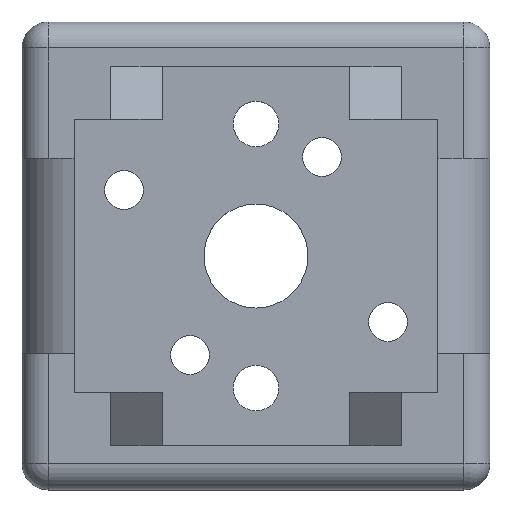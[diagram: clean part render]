
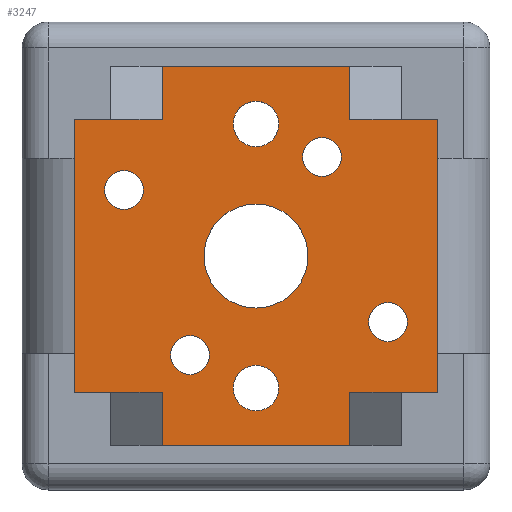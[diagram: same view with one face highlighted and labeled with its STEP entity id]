
A CAD part, top view. The second image highlights one B-rep face of the part: STEP entity #3247.
In plain terms, the highlighted planar face has unit normal (0, 0, 1).
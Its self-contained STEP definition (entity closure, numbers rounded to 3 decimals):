
#2956=CARTESIAN_POINT('',(-0.,11.5,2.));
#2957=DIRECTION('',(-0.,-0.,1.));
#2958=DIRECTION('',(0.,1.,0.));
#2959=AXIS2_PLACEMENT_3D('',#2956,#2957,#2958);
#2960=PLANE('',#2959);
#2961=CARTESIAN_POINT('',(-5.08,3.29,2.));
#2962=VERTEX_POINT('',#2961);
#2963=CARTESIAN_POINT('',(-5.08,1.79,2.));
#2964=VERTEX_POINT('',#2963);
#2965=CARTESIAN_POINT('',(-5.08,2.54,2.));
#2966=DIRECTION('',(-0.,-0.,1.));
#2967=DIRECTION('',(0.,-1.,-0.));
#2968=AXIS2_PLACEMENT_3D('',#2965,#2966,#2967);
#2969=CIRCLE('',#2968,0.75);
#2970=EDGE_CURVE('',#2962,#2964,#2969,.T.);
#2971=ORIENTED_EDGE('',*,*,#2970,.F.);
#2972=CARTESIAN_POINT('',(-5.08,2.54,2.));
#2973=DIRECTION('',(-0.,-0.,1.));
#2974=DIRECTION('',(0.,-1.,-0.));
#2975=AXIS2_PLACEMENT_3D('',#2972,#2973,#2974);
#2976=CIRCLE('',#2975,0.75);
#2977=EDGE_CURVE('',#2964,#2962,#2976,.T.);
#2978=ORIENTED_EDGE('',*,*,#2977,.F.);
#2979=EDGE_LOOP('',(#2971,#2978));
#2980=FACE_BOUND('',#2979,.T.);
#2981=CARTESIAN_POINT('',(-2.54,-3.06,2.));
#2982=VERTEX_POINT('',#2981);
#2983=CARTESIAN_POINT('',(-2.54,-4.56,2.));
#2984=VERTEX_POINT('',#2983);
#2985=CARTESIAN_POINT('',(-2.54,-3.81,2.));
#2986=DIRECTION('',(-0.,-0.,1.));
#2987=DIRECTION('',(0.,-1.,-0.));
#2988=AXIS2_PLACEMENT_3D('',#2985,#2986,#2987);
#2989=CIRCLE('',#2988,0.75);
#2990=EDGE_CURVE('',#2982,#2984,#2989,.T.);
#2991=ORIENTED_EDGE('',*,*,#2990,.F.);
#2992=CARTESIAN_POINT('',(-2.54,-3.81,2.));
#2993=DIRECTION('',(-0.,-0.,1.));
#2994=DIRECTION('',(0.,-1.,-0.));
#2995=AXIS2_PLACEMENT_3D('',#2992,#2993,#2994);
#2996=CIRCLE('',#2995,0.75);
#2997=EDGE_CURVE('',#2984,#2982,#2996,.T.);
#2998=ORIENTED_EDGE('',*,*,#2997,.F.);
#2999=EDGE_LOOP('',(#2991,#2998));
#3000=FACE_BOUND('',#2999,.T.);
#3001=CARTESIAN_POINT('',(2.54,4.56,2.));
#3002=VERTEX_POINT('',#3001);
#3003=CARTESIAN_POINT('',(2.54,3.06,2.));
#3004=VERTEX_POINT('',#3003);
#3005=CARTESIAN_POINT('',(2.54,3.81,2.));
#3006=DIRECTION('',(-0.,-0.,1.));
#3007=DIRECTION('',(0.,-1.,-0.));
#3008=AXIS2_PLACEMENT_3D('',#3005,#3006,#3007);
#3009=CIRCLE('',#3008,0.75);
#3010=EDGE_CURVE('',#3002,#3004,#3009,.T.);
#3011=ORIENTED_EDGE('',*,*,#3010,.F.);
#3012=CARTESIAN_POINT('',(2.54,3.81,2.));
#3013=DIRECTION('',(-0.,-0.,1.));
#3014=DIRECTION('',(0.,-1.,-0.));
#3015=AXIS2_PLACEMENT_3D('',#3012,#3013,#3014);
#3016=CIRCLE('',#3015,0.75);
#3017=EDGE_CURVE('',#3004,#3002,#3016,.T.);
#3018=ORIENTED_EDGE('',*,*,#3017,.F.);
#3019=EDGE_LOOP('',(#3011,#3018));
#3020=FACE_BOUND('',#3019,.T.);
#3021=CARTESIAN_POINT('',(5.08,-1.79,2.));
#3022=VERTEX_POINT('',#3021);
#3023=CARTESIAN_POINT('',(5.08,-3.29,2.));
#3024=VERTEX_POINT('',#3023);
#3025=CARTESIAN_POINT('',(5.08,-2.54,2.));
#3026=DIRECTION('',(-0.,-0.,1.));
#3027=DIRECTION('',(0.,-1.,-0.));
#3028=AXIS2_PLACEMENT_3D('',#3025,#3026,#3027);
#3029=CIRCLE('',#3028,0.75);
#3030=EDGE_CURVE('',#3022,#3024,#3029,.T.);
#3031=ORIENTED_EDGE('',*,*,#3030,.F.);
#3032=CARTESIAN_POINT('',(5.08,-2.54,2.));
#3033=DIRECTION('',(-0.,-0.,1.));
#3034=DIRECTION('',(0.,-1.,-0.));
#3035=AXIS2_PLACEMENT_3D('',#3032,#3033,#3034);
#3036=CIRCLE('',#3035,0.75);
#3037=EDGE_CURVE('',#3024,#3022,#3036,.T.);
#3038=ORIENTED_EDGE('',*,*,#3037,.F.);
#3039=EDGE_LOOP('',(#3031,#3038));
#3040=FACE_BOUND('',#3039,.T.);
#3041=CARTESIAN_POINT('',(-0.,5.955,2.));
#3042=VERTEX_POINT('',#3041);
#3043=CARTESIAN_POINT('',(-0.,4.205,2.));
#3044=VERTEX_POINT('',#3043);
#3045=CARTESIAN_POINT('',(-0.,5.08,2.));
#3046=DIRECTION('',(-0.,-0.,1.));
#3047=DIRECTION('',(0.,-1.,-0.));
#3048=AXIS2_PLACEMENT_3D('',#3045,#3046,#3047);
#3049=CIRCLE('',#3048,0.875);
#3050=EDGE_CURVE('',#3042,#3044,#3049,.T.);
#3051=ORIENTED_EDGE('',*,*,#3050,.F.);
#3052=CARTESIAN_POINT('',(-0.,5.08,2.));
#3053=DIRECTION('',(-0.,-0.,1.));
#3054=DIRECTION('',(0.,-1.,-0.));
#3055=AXIS2_PLACEMENT_3D('',#3052,#3053,#3054);
#3056=CIRCLE('',#3055,0.875);
#3057=EDGE_CURVE('',#3044,#3042,#3056,.T.);
#3058=ORIENTED_EDGE('',*,*,#3057,.F.);
#3059=EDGE_LOOP('',(#3051,#3058));
#3060=FACE_BOUND('',#3059,.T.);
#3061=CARTESIAN_POINT('',(-0.,-4.205,2.));
#3062=VERTEX_POINT('',#3061);
#3063=CARTESIAN_POINT('',(-0.,-5.955,2.));
#3064=VERTEX_POINT('',#3063);
#3065=CARTESIAN_POINT('',(-0.,-5.08,2.));
#3066=DIRECTION('',(-0.,-0.,1.));
#3067=DIRECTION('',(0.,-1.,-0.));
#3068=AXIS2_PLACEMENT_3D('',#3065,#3066,#3067);
#3069=CIRCLE('',#3068,0.875);
#3070=EDGE_CURVE('',#3062,#3064,#3069,.T.);
#3071=ORIENTED_EDGE('',*,*,#3070,.F.);
#3072=CARTESIAN_POINT('',(-0.,-5.08,2.));
#3073=DIRECTION('',(-0.,-0.,1.));
#3074=DIRECTION('',(0.,-1.,-0.));
#3075=AXIS2_PLACEMENT_3D('',#3072,#3073,#3074);
#3076=CIRCLE('',#3075,0.875);
#3077=EDGE_CURVE('',#3064,#3062,#3076,.T.);
#3078=ORIENTED_EDGE('',*,*,#3077,.F.);
#3079=EDGE_LOOP('',(#3071,#3078));
#3080=FACE_BOUND('',#3079,.T.);
#3081=CARTESIAN_POINT('',(-4.625,-5.25,2.));
#3082=VERTEX_POINT('',#3081);
#3083=CARTESIAN_POINT('',(-7.,-5.25,2.));
#3084=VERTEX_POINT('',#3083);
#3085=CARTESIAN_POINT('',(-4.625,-5.25,2.));
#3086=DIRECTION('',(-1.,-0.,-0.));
#3087=VECTOR('',#3086,2.375);
#3088=LINE('',#3085,#3087);
#3089=EDGE_CURVE('',#3082,#3084,#3088,.T.);
#3090=ORIENTED_EDGE('',*,*,#3089,.F.);
#3091=CARTESIAN_POINT('',(-3.6,-5.25,2.));
#3092=VERTEX_POINT('',#3091);
#3093=CARTESIAN_POINT('',(-3.6,-5.25,2.));
#3094=DIRECTION('',(-1.,-0.,-0.));
#3095=VECTOR('',#3094,1.025);
#3096=LINE('',#3093,#3095);
#3097=EDGE_CURVE('',#3092,#3082,#3096,.T.);
#3098=ORIENTED_EDGE('',*,*,#3097,.F.);
#3099=CARTESIAN_POINT('',(-3.6,-7.3,2.));
#3100=VERTEX_POINT('',#3099);
#3101=CARTESIAN_POINT('',(-3.6,-7.3,2.));
#3102=DIRECTION('',(0.,1.,0.));
#3103=VECTOR('',#3102,2.05);
#3104=LINE('',#3101,#3103);
#3105=EDGE_CURVE('',#3100,#3092,#3104,.T.);
#3106=ORIENTED_EDGE('',*,*,#3105,.F.);
#3107=CARTESIAN_POINT('',(-0.,-7.3,2.));
#3108=VERTEX_POINT('',#3107);
#3109=CARTESIAN_POINT('',(-0.,-7.3,2.));
#3110=DIRECTION('',(-1.,0.,0.));
#3111=VECTOR('',#3110,3.6);
#3112=LINE('',#3109,#3111);
#3113=EDGE_CURVE('',#3108,#3100,#3112,.T.);
#3114=ORIENTED_EDGE('',*,*,#3113,.F.);
#3115=CARTESIAN_POINT('',(3.6,-7.3,2.));
#3116=VERTEX_POINT('',#3115);
#3117=CARTESIAN_POINT('',(3.6,-7.3,2.));
#3118=DIRECTION('',(-1.,0.,0.));
#3119=VECTOR('',#3118,3.6);
#3120=LINE('',#3117,#3119);
#3121=EDGE_CURVE('',#3116,#3108,#3120,.T.);
#3122=ORIENTED_EDGE('',*,*,#3121,.F.);
#3123=CARTESIAN_POINT('',(3.6,-5.25,2.));
#3124=VERTEX_POINT('',#3123);
#3125=CARTESIAN_POINT('',(3.6,-5.25,2.));
#3126=DIRECTION('',(-0.,-1.,-0.));
#3127=VECTOR('',#3126,2.05);
#3128=LINE('',#3125,#3127);
#3129=EDGE_CURVE('',#3124,#3116,#3128,.T.);
#3130=ORIENTED_EDGE('',*,*,#3129,.F.);
#3131=CARTESIAN_POINT('',(4.625,-5.25,2.));
#3132=VERTEX_POINT('',#3131);
#3133=CARTESIAN_POINT('',(4.625,-5.25,2.));
#3134=DIRECTION('',(-1.,-0.,-0.));
#3135=VECTOR('',#3134,1.025);
#3136=LINE('',#3133,#3135);
#3137=EDGE_CURVE('',#3132,#3124,#3136,.T.);
#3138=ORIENTED_EDGE('',*,*,#3137,.F.);
#3139=CARTESIAN_POINT('',(7.,-5.25,2.));
#3140=VERTEX_POINT('',#3139);
#3141=CARTESIAN_POINT('',(7.,-5.25,2.));
#3142=DIRECTION('',(-1.,-0.,-0.));
#3143=VECTOR('',#3142,2.375);
#3144=LINE('',#3141,#3143);
#3145=EDGE_CURVE('',#3140,#3132,#3144,.T.);
#3146=ORIENTED_EDGE('',*,*,#3145,.F.);
#3147=CARTESIAN_POINT('',(7.,5.25,2.));
#3148=VERTEX_POINT('',#3147);
#3149=CARTESIAN_POINT('',(7.,5.25,2.));
#3150=DIRECTION('',(-0.,-1.,-0.));
#3151=VECTOR('',#3150,10.5);
#3152=LINE('',#3149,#3151);
#3153=EDGE_CURVE('',#3148,#3140,#3152,.T.);
#3154=ORIENTED_EDGE('',*,*,#3153,.F.);
#3155=CARTESIAN_POINT('',(4.625,5.25,2.));
#3156=VERTEX_POINT('',#3155);
#3157=CARTESIAN_POINT('',(4.625,5.25,2.));
#3158=DIRECTION('',(1.,-0.,0.));
#3159=VECTOR('',#3158,2.375);
#3160=LINE('',#3157,#3159);
#3161=EDGE_CURVE('',#3156,#3148,#3160,.T.);
#3162=ORIENTED_EDGE('',*,*,#3161,.F.);
#3163=CARTESIAN_POINT('',(3.6,5.25,2.));
#3164=VERTEX_POINT('',#3163);
#3165=CARTESIAN_POINT('',(3.6,5.25,2.));
#3166=DIRECTION('',(1.,-0.,0.));
#3167=VECTOR('',#3166,1.025);
#3168=LINE('',#3165,#3167);
#3169=EDGE_CURVE('',#3164,#3156,#3168,.T.);
#3170=ORIENTED_EDGE('',*,*,#3169,.F.);
#3171=CARTESIAN_POINT('',(3.6,7.3,2.));
#3172=VERTEX_POINT('',#3171);
#3173=CARTESIAN_POINT('',(3.6,7.3,2.));
#3174=DIRECTION('',(-0.,-1.,-0.));
#3175=VECTOR('',#3174,2.05);
#3176=LINE('',#3173,#3175);
#3177=EDGE_CURVE('',#3172,#3164,#3176,.T.);
#3178=ORIENTED_EDGE('',*,*,#3177,.F.);
#3179=CARTESIAN_POINT('',(-0.,7.3,2.));
#3180=VERTEX_POINT('',#3179);
#3181=CARTESIAN_POINT('',(-0.,7.3,2.));
#3182=DIRECTION('',(1.,-0.,-0.));
#3183=VECTOR('',#3182,3.6);
#3184=LINE('',#3181,#3183);
#3185=EDGE_CURVE('',#3180,#3172,#3184,.T.);
#3186=ORIENTED_EDGE('',*,*,#3185,.F.);
#3187=CARTESIAN_POINT('',(-3.6,7.3,2.));
#3188=VERTEX_POINT('',#3187);
#3189=CARTESIAN_POINT('',(-3.6,7.3,2.));
#3190=DIRECTION('',(1.,-0.,-0.));
#3191=VECTOR('',#3190,3.6);
#3192=LINE('',#3189,#3191);
#3193=EDGE_CURVE('',#3188,#3180,#3192,.T.);
#3194=ORIENTED_EDGE('',*,*,#3193,.F.);
#3195=CARTESIAN_POINT('',(-3.6,5.25,2.));
#3196=VERTEX_POINT('',#3195);
#3197=CARTESIAN_POINT('',(-3.6,5.25,2.));
#3198=DIRECTION('',(0.,1.,0.));
#3199=VECTOR('',#3198,2.05);
#3200=LINE('',#3197,#3199);
#3201=EDGE_CURVE('',#3196,#3188,#3200,.T.);
#3202=ORIENTED_EDGE('',*,*,#3201,.F.);
#3203=CARTESIAN_POINT('',(-4.625,5.25,2.));
#3204=VERTEX_POINT('',#3203);
#3205=CARTESIAN_POINT('',(-4.625,5.25,2.));
#3206=DIRECTION('',(1.,-0.,0.));
#3207=VECTOR('',#3206,1.025);
#3208=LINE('',#3205,#3207);
#3209=EDGE_CURVE('',#3204,#3196,#3208,.T.);
#3210=ORIENTED_EDGE('',*,*,#3209,.F.);
#3211=CARTESIAN_POINT('',(-7.,5.25,2.));
#3212=VERTEX_POINT('',#3211);
#3213=CARTESIAN_POINT('',(-7.,5.25,2.));
#3214=DIRECTION('',(1.,-0.,0.));
#3215=VECTOR('',#3214,2.375);
#3216=LINE('',#3213,#3215);
#3217=EDGE_CURVE('',#3212,#3204,#3216,.T.);
#3218=ORIENTED_EDGE('',*,*,#3217,.F.);
#3219=CARTESIAN_POINT('',(-7.,-5.25,2.));
#3220=DIRECTION('',(0.,1.,0.));
#3221=VECTOR('',#3220,10.5);
#3222=LINE('',#3219,#3221);
#3223=EDGE_CURVE('',#3084,#3212,#3222,.T.);
#3224=ORIENTED_EDGE('',*,*,#3223,.F.);
#3225=EDGE_LOOP('',(#3090,#3098,#3106,#3114,#3122,#3130,#3138,#3146,#3154,#3162,#3170,#3178,#3186,#3194,#3202,#3210,#3218,#3224));
#3226=FACE_BOUND('',#3225,.T.);
#3227=CARTESIAN_POINT('',(-0.,2.,2.));
#3228=VERTEX_POINT('',#3227);
#3229=CARTESIAN_POINT('',(-0.,-2.,2.));
#3230=VERTEX_POINT('',#3229);
#3231=CARTESIAN_POINT('',(-0.,0.,2.));
#3232=DIRECTION('',(-0.,-0.,1.));
#3233=DIRECTION('',(0.,-1.,-0.));
#3234=AXIS2_PLACEMENT_3D('',#3231,#3232,#3233);
#3235=CIRCLE('',#3234,2.);
#3236=EDGE_CURVE('',#3228,#3230,#3235,.T.);
#3237=ORIENTED_EDGE('',*,*,#3236,.F.);
#3238=CARTESIAN_POINT('',(-0.,0.,2.));
#3239=DIRECTION('',(-0.,-0.,1.));
#3240=DIRECTION('',(0.,-1.,-0.));
#3241=AXIS2_PLACEMENT_3D('',#3238,#3239,#3240);
#3242=CIRCLE('',#3241,2.);
#3243=EDGE_CURVE('',#3230,#3228,#3242,.T.);
#3244=ORIENTED_EDGE('',*,*,#3243,.F.);
#3245=EDGE_LOOP('',(#3237,#3244));
#3246=FACE_BOUND('',#3245,.T.);
#3247=ADVANCED_FACE('',(#2980,#3000,#3020,#3040,#3060,#3080,#3226,#3246),#2960,.T.);
